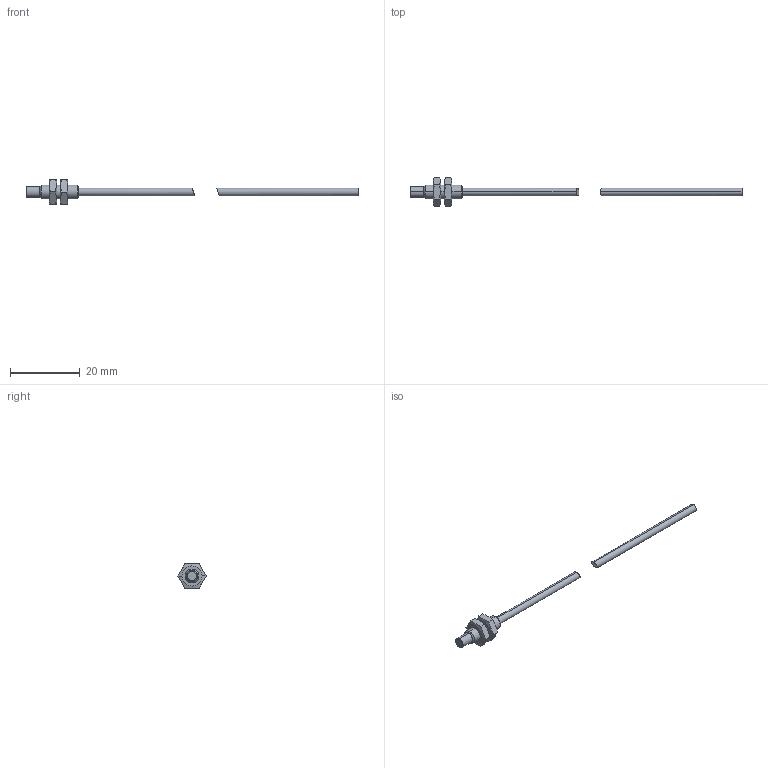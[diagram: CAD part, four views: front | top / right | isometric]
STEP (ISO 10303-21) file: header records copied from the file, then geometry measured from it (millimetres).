
FILE_DESCRIPTION (( 'STEP AP214' ), '1' );
FILE_NAME ('OPT2074.STEP', '2016-02-24T14:38:50', ( '' ), ( '' ), 'SwSTEP 2.0', 'SolidWorks 2014', '' );
FILE_SCHEMA (( 'AUTOMOTIVE_DESIGN' ));
Length unit declared in the file: inch
Products named in the file (3): OPT2074; 1; 2
Assembly tree (2 placements, depth 2):
  OPT2074
    1
    2
Bounding box: 95 x 8.08 x 7 mm (x, y, z)
Volume: 566.9 mm3; surface area: 860.6 mm2
Topology: 2 solids, 2 shells, 48 faces, 100 edges, 62 vertices
Faces by surface type: plane 22, cone 14, cylinder 12
Entity records: 1438 total; most frequent: CARTESIAN_POINT 323, DIRECTION 212, ORIENTED_EDGE 200, EDGE_CURVE 100, AXIS2_PLACEMENT_3D 87, VERTEX_POINT 62, EDGE_LOOP 54, FACE_OUTER_BOUND 48
